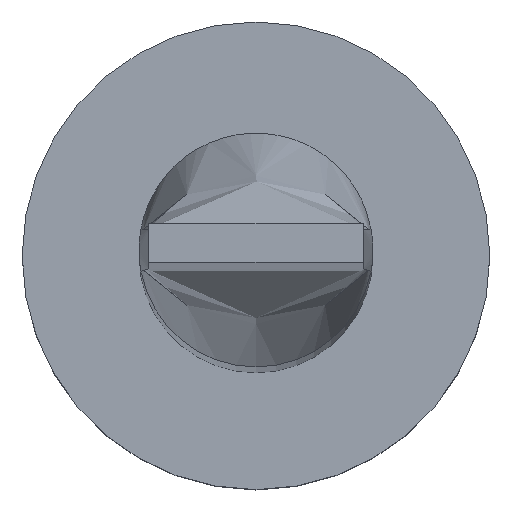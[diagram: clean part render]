
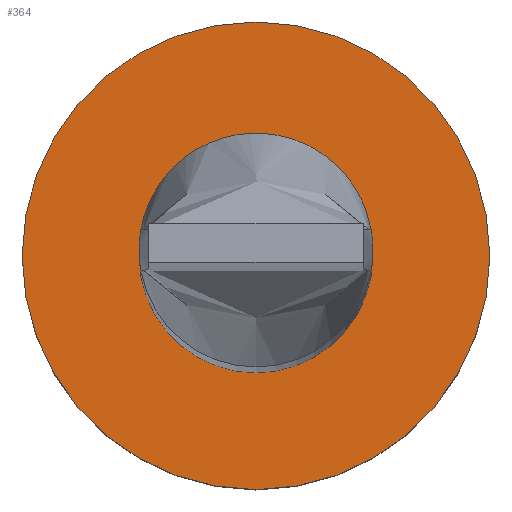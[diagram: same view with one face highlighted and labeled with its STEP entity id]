
A CAD part, top view. The second image highlights one B-rep face of the part: STEP entity #364.
In plain terms, the highlighted planar face has unit normal (0, 0, 1).
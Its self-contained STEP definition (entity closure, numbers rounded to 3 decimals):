
#19 = DIRECTION ( 'NONE',  ( 1., 0., 0. ) ) ;
#72 = DIRECTION ( 'NONE',  ( 0., 0., 1. ) ) ;
#77 = VERTEX_POINT ( 'NONE', #128 ) ;
#85 = DIRECTION ( 'NONE',  ( 1., 0., 0. ) ) ;
#103 = DIRECTION ( 'NONE',  ( 0., 0., 1. ) ) ;
#105 = CIRCLE ( 'NONE', #526, 3. ) ;
#113 = PLANE ( 'NONE',  #300 ) ;
#127 = CARTESIAN_POINT ( 'NONE',  ( 0., 0., 5. ) ) ;
#128 = CARTESIAN_POINT ( 'NONE',  ( -6., 0., 5. ) ) ;
#146 = CARTESIAN_POINT ( 'NONE',  ( 3., 0., 5. ) ) ;
#155 = VERTEX_POINT ( 'NONE', #190 ) ;
#190 = CARTESIAN_POINT ( 'NONE',  ( -3., 0., 5. ) ) ;
#220 = CIRCLE ( 'NONE', #469, 3. ) ;
#228 = CIRCLE ( 'NONE', #555, 6. ) ;
#251 = ORIENTED_EDGE ( 'NONE', *, *, #453, .F. ) ;
#256 = CARTESIAN_POINT ( 'NONE',  ( 6., 0., 5. ) ) ;
#283 = CIRCLE ( 'NONE', #516, 6. ) ;
#299 = ORIENTED_EDGE ( 'NONE', *, *, #350, .T. ) ;
#300 = AXIS2_PLACEMENT_3D ( 'NONE', #468, #72, #378 ) ;
#309 = VERTEX_POINT ( 'NONE', #256 ) ;
#323 = CARTESIAN_POINT ( 'NONE',  ( 0., 0., 5. ) ) ;
#334 = EDGE_LOOP ( 'NONE', ( #444, #299 ) ) ;
#346 = ORIENTED_EDGE ( 'NONE', *, *, #451, .F. ) ;
#350 = EDGE_CURVE ( 'NONE', #309, #77, #228, .T. ) ;
#351 = DIRECTION ( 'NONE',  ( 0., 0., 1. ) ) ;
#364 = ADVANCED_FACE ( 'NONE', ( #513, #511 ), #113, .T. ) ;
#378 = DIRECTION ( 'NONE',  ( 1., 0., 0. ) ) ;
#395 = EDGE_LOOP ( 'NONE', ( #251, #346 ) ) ;
#416 = CARTESIAN_POINT ( 'NONE',  ( 0., 0., 5. ) ) ;
#426 = DIRECTION ( 'NONE',  ( 0., 0., 1. ) ) ;
#433 = CARTESIAN_POINT ( 'NONE',  ( 0., 0., 5. ) ) ;
#436 = DIRECTION ( 'NONE',  ( 0., 0., 1. ) ) ;
#444 = ORIENTED_EDGE ( 'NONE', *, *, #560, .T. ) ;
#451 = EDGE_CURVE ( 'NONE', #487, #155, #220, .T. ) ;
#453 = EDGE_CURVE ( 'NONE', #155, #487, #105, .T. ) ;
#468 = CARTESIAN_POINT ( 'NONE',  ( 0., 0., 5. ) ) ;
#469 = AXIS2_PLACEMENT_3D ( 'NONE', #433, #351, #527 ) ;
#487 = VERTEX_POINT ( 'NONE', #146 ) ;
#492 = DIRECTION ( 'NONE',  ( 1., 0., 0. ) ) ;
#511 = FACE_OUTER_BOUND ( 'NONE', #334, .T. ) ;
#513 = FACE_BOUND ( 'NONE', #395, .T. ) ;
#516 = AXIS2_PLACEMENT_3D ( 'NONE', #323, #103, #492 ) ;
#526 = AXIS2_PLACEMENT_3D ( 'NONE', #127, #436, #85 ) ;
#527 = DIRECTION ( 'NONE',  ( 1., 0., 0. ) ) ;
#555 = AXIS2_PLACEMENT_3D ( 'NONE', #416, #426, #19 ) ;
#560 = EDGE_CURVE ( 'NONE', #77, #309, #283, .T. ) ;
